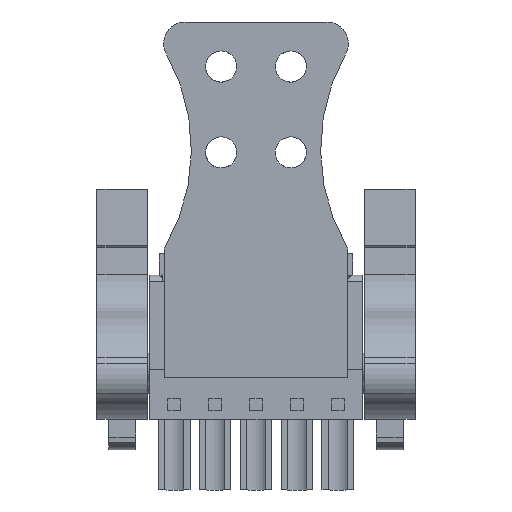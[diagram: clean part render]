
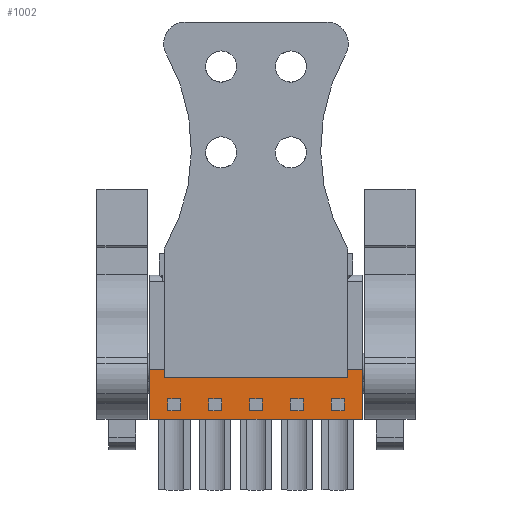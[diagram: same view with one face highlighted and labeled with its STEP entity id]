
A CAD part, front view. The second image highlights one B-rep face of the part: STEP entity #1002.
In plain terms, the highlighted planar face has unit normal (0, -1, 0).
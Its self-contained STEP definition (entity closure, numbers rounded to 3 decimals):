
#812=AXIS2_PLACEMENT_3D('Plane Axis2P3D',#809,#810,#811) ;
#63=CARTESIAN_POINT('Vertex',(4.9,2.379,6.6)) ;
#66=CARTESIAN_POINT('Line Origine',(4.9,2.379,8.925)) ;
#70=CARTESIAN_POINT('Vertex',(4.9,2.379,11.25)) ;
#504=CARTESIAN_POINT('Vertex',(24.74,2.379,6.6)) ;
#507=CARTESIAN_POINT('Line Origine',(14.82,2.379,6.6)) ;
#809=CARTESIAN_POINT('Axis2P3D Location',(-6.63,2.379,11.25)) ;
#814=CARTESIAN_POINT('Line Origine',(24.74,2.379,8.925)) ;
#818=CARTESIAN_POINT('Vertex',(24.74,2.379,11.25)) ;
#821=CARTESIAN_POINT('Line Origine',(14.82,2.379,11.25)) ;
#832=CARTESIAN_POINT('Line Origine',(6.6,2.379,7.95)) ;
#836=CARTESIAN_POINT('Vertex',(6.6,2.379,7.4)) ;
#838=CARTESIAN_POINT('Vertex',(6.6,2.379,8.5)) ;
#841=CARTESIAN_POINT('Line Origine',(7.2,2.379,8.5)) ;
#845=CARTESIAN_POINT('Vertex',(7.8,2.379,8.5)) ;
#848=CARTESIAN_POINT('Line Origine',(7.8,2.379,7.95)) ;
#852=CARTESIAN_POINT('Vertex',(7.8,2.379,7.4)) ;
#855=CARTESIAN_POINT('Line Origine',(7.2,2.379,7.4)) ;
#866=CARTESIAN_POINT('Line Origine',(14.82,2.379,8.5)) ;
#870=CARTESIAN_POINT('Vertex',(14.22,2.379,8.5)) ;
#872=CARTESIAN_POINT('Vertex',(15.42,2.379,8.5)) ;
#875=CARTESIAN_POINT('Line Origine',(15.42,2.379,7.95)) ;
#879=CARTESIAN_POINT('Vertex',(15.42,2.379,7.4)) ;
#882=CARTESIAN_POINT('Line Origine',(14.82,2.379,7.4)) ;
#886=CARTESIAN_POINT('Vertex',(14.22,2.379,7.4)) ;
#889=CARTESIAN_POINT('Line Origine',(14.22,2.379,7.95)) ;
#900=CARTESIAN_POINT('Line Origine',(11.01,2.379,8.5)) ;
#904=CARTESIAN_POINT('Vertex',(10.41,2.379,8.5)) ;
#906=CARTESIAN_POINT('Vertex',(11.61,2.379,8.5)) ;
#909=CARTESIAN_POINT('Line Origine',(11.61,2.379,7.95)) ;
#913=CARTESIAN_POINT('Vertex',(11.61,2.379,7.4)) ;
#916=CARTESIAN_POINT('Line Origine',(11.01,2.379,7.4)) ;
#920=CARTESIAN_POINT('Vertex',(10.41,2.379,7.4)) ;
#923=CARTESIAN_POINT('Line Origine',(10.41,2.379,7.95)) ;
#934=CARTESIAN_POINT('Line Origine',(19.23,2.379,7.95)) ;
#938=CARTESIAN_POINT('Vertex',(19.23,2.379,8.5)) ;
#940=CARTESIAN_POINT('Vertex',(19.23,2.379,7.4)) ;
#943=CARTESIAN_POINT('Line Origine',(18.63,2.379,7.4)) ;
#947=CARTESIAN_POINT('Vertex',(18.03,2.379,7.4)) ;
#950=CARTESIAN_POINT('Line Origine',(18.03,2.379,7.95)) ;
#954=CARTESIAN_POINT('Vertex',(18.03,2.379,8.5)) ;
#957=CARTESIAN_POINT('Line Origine',(18.63,2.379,8.5)) ;
#968=CARTESIAN_POINT('Line Origine',(21.84,2.379,7.95)) ;
#972=CARTESIAN_POINT('Vertex',(21.84,2.379,7.4)) ;
#974=CARTESIAN_POINT('Vertex',(21.84,2.379,8.5)) ;
#977=CARTESIAN_POINT('Line Origine',(22.44,2.379,8.5)) ;
#981=CARTESIAN_POINT('Vertex',(23.04,2.379,8.5)) ;
#984=CARTESIAN_POINT('Line Origine',(23.04,2.379,7.95)) ;
#988=CARTESIAN_POINT('Vertex',(23.04,2.379,7.4)) ;
#991=CARTESIAN_POINT('Line Origine',(22.44,2.379,7.4)) ;
#67=DIRECTION('Vector Direction',(0.,0.,1.)) ;
#508=DIRECTION('Vector Direction',(1.,0.,0.)) ;
#810=DIRECTION('Axis2P3D Direction',(0.,-1.,0.)) ;
#811=DIRECTION('Axis2P3D XDirection',(0.,0.,-1.)) ;
#815=DIRECTION('Vector Direction',(0.,0.,-1.)) ;
#822=DIRECTION('Vector Direction',(1.,0.,0.)) ;
#833=DIRECTION('Vector Direction',(0.,0.,1.)) ;
#842=DIRECTION('Vector Direction',(1.,0.,0.)) ;
#849=DIRECTION('Vector Direction',(0.,0.,-1.)) ;
#856=DIRECTION('Vector Direction',(-1.,0.,0.)) ;
#867=DIRECTION('Vector Direction',(1.,0.,0.)) ;
#876=DIRECTION('Vector Direction',(0.,0.,-1.)) ;
#883=DIRECTION('Vector Direction',(-1.,0.,0.)) ;
#890=DIRECTION('Vector Direction',(0.,0.,1.)) ;
#901=DIRECTION('Vector Direction',(1.,0.,0.)) ;
#910=DIRECTION('Vector Direction',(0.,0.,-1.)) ;
#917=DIRECTION('Vector Direction',(-1.,0.,0.)) ;
#924=DIRECTION('Vector Direction',(0.,0.,1.)) ;
#935=DIRECTION('Vector Direction',(0.,0.,-1.)) ;
#944=DIRECTION('Vector Direction',(-1.,0.,0.)) ;
#951=DIRECTION('Vector Direction',(0.,0.,1.)) ;
#958=DIRECTION('Vector Direction',(1.,0.,0.)) ;
#969=DIRECTION('Vector Direction',(0.,0.,1.)) ;
#978=DIRECTION('Vector Direction',(1.,0.,0.)) ;
#985=DIRECTION('Vector Direction',(0.,0.,-1.)) ;
#992=DIRECTION('Vector Direction',(-1.,0.,0.)) ;
#68=VECTOR('Line Direction',#67,1.) ;
#509=VECTOR('Line Direction',#508,1.) ;
#816=VECTOR('Line Direction',#815,1.) ;
#823=VECTOR('Line Direction',#822,1.) ;
#834=VECTOR('Line Direction',#833,1.) ;
#843=VECTOR('Line Direction',#842,1.) ;
#850=VECTOR('Line Direction',#849,1.) ;
#857=VECTOR('Line Direction',#856,1.) ;
#868=VECTOR('Line Direction',#867,1.) ;
#877=VECTOR('Line Direction',#876,1.) ;
#884=VECTOR('Line Direction',#883,1.) ;
#891=VECTOR('Line Direction',#890,1.) ;
#902=VECTOR('Line Direction',#901,1.) ;
#911=VECTOR('Line Direction',#910,1.) ;
#918=VECTOR('Line Direction',#917,1.) ;
#925=VECTOR('Line Direction',#924,1.) ;
#936=VECTOR('Line Direction',#935,1.) ;
#945=VECTOR('Line Direction',#944,1.) ;
#952=VECTOR('Line Direction',#951,1.) ;
#959=VECTOR('Line Direction',#958,1.) ;
#970=VECTOR('Line Direction',#969,1.) ;
#979=VECTOR('Line Direction',#978,1.) ;
#986=VECTOR('Line Direction',#985,1.) ;
#993=VECTOR('Line Direction',#992,1.) ;
#827=ORIENTED_EDGE('',*,*,#511,.T.) ;
#828=ORIENTED_EDGE('',*,*,#820,.F.) ;
#829=ORIENTED_EDGE('',*,*,#825,.F.) ;
#830=ORIENTED_EDGE('',*,*,#72,.T.) ;
#861=ORIENTED_EDGE('',*,*,#840,.T.) ;
#862=ORIENTED_EDGE('',*,*,#847,.T.) ;
#863=ORIENTED_EDGE('',*,*,#854,.T.) ;
#864=ORIENTED_EDGE('',*,*,#859,.T.) ;
#895=ORIENTED_EDGE('',*,*,#874,.T.) ;
#896=ORIENTED_EDGE('',*,*,#881,.T.) ;
#897=ORIENTED_EDGE('',*,*,#888,.T.) ;
#898=ORIENTED_EDGE('',*,*,#893,.T.) ;
#929=ORIENTED_EDGE('',*,*,#908,.T.) ;
#930=ORIENTED_EDGE('',*,*,#915,.T.) ;
#931=ORIENTED_EDGE('',*,*,#922,.T.) ;
#932=ORIENTED_EDGE('',*,*,#927,.T.) ;
#963=ORIENTED_EDGE('',*,*,#942,.T.) ;
#964=ORIENTED_EDGE('',*,*,#949,.T.) ;
#965=ORIENTED_EDGE('',*,*,#956,.T.) ;
#966=ORIENTED_EDGE('',*,*,#961,.T.) ;
#997=ORIENTED_EDGE('',*,*,#976,.T.) ;
#998=ORIENTED_EDGE('',*,*,#983,.T.) ;
#999=ORIENTED_EDGE('',*,*,#990,.T.) ;
#1000=ORIENTED_EDGE('',*,*,#995,.T.) ;
#865=FACE_BOUND('',#860,.T.) ;
#899=FACE_BOUND('',#894,.T.) ;
#933=FACE_BOUND('',#928,.T.) ;
#967=FACE_BOUND('',#962,.T.) ;
#1001=FACE_BOUND('',#996,.T.) ;
#1002=ADVANCED_FACE('HOUSING',(#831,#865,#899,#933,#967,#1001),#813,.T.) ;
#72=EDGE_CURVE('',#71,#64,#69,.F.) ;
#511=EDGE_CURVE('',#64,#505,#510,.T.) ;
#820=EDGE_CURVE('',#819,#505,#817,.T.) ;
#825=EDGE_CURVE('',#71,#819,#824,.T.) ;
#840=EDGE_CURVE('',#837,#839,#835,.T.) ;
#847=EDGE_CURVE('',#839,#846,#844,.T.) ;
#854=EDGE_CURVE('',#846,#853,#851,.T.) ;
#859=EDGE_CURVE('',#853,#837,#858,.T.) ;
#874=EDGE_CURVE('',#871,#873,#869,.T.) ;
#881=EDGE_CURVE('',#873,#880,#878,.T.) ;
#888=EDGE_CURVE('',#880,#887,#885,.T.) ;
#893=EDGE_CURVE('',#887,#871,#892,.T.) ;
#908=EDGE_CURVE('',#905,#907,#903,.T.) ;
#915=EDGE_CURVE('',#907,#914,#912,.T.) ;
#922=EDGE_CURVE('',#914,#921,#919,.T.) ;
#927=EDGE_CURVE('',#921,#905,#926,.T.) ;
#942=EDGE_CURVE('',#939,#941,#937,.T.) ;
#949=EDGE_CURVE('',#941,#948,#946,.T.) ;
#956=EDGE_CURVE('',#948,#955,#953,.T.) ;
#961=EDGE_CURVE('',#955,#939,#960,.T.) ;
#976=EDGE_CURVE('',#973,#975,#971,.T.) ;
#983=EDGE_CURVE('',#975,#982,#980,.T.) ;
#990=EDGE_CURVE('',#982,#989,#987,.T.) ;
#995=EDGE_CURVE('',#989,#973,#994,.T.) ;
#826=EDGE_LOOP('',(#827,#828,#829,#830)) ;
#860=EDGE_LOOP('',(#861,#862,#863,#864)) ;
#894=EDGE_LOOP('',(#895,#896,#897,#898)) ;
#928=EDGE_LOOP('',(#929,#930,#931,#932)) ;
#962=EDGE_LOOP('',(#963,#964,#965,#966)) ;
#996=EDGE_LOOP('',(#997,#998,#999,#1000)) ;
#831=FACE_OUTER_BOUND('',#826,.T.) ;
#69=LINE('Line',#66,#68) ;
#510=LINE('Line',#507,#509) ;
#817=LINE('Line',#814,#816) ;
#824=LINE('Line',#821,#823) ;
#835=LINE('Line',#832,#834) ;
#844=LINE('Line',#841,#843) ;
#851=LINE('Line',#848,#850) ;
#858=LINE('Line',#855,#857) ;
#869=LINE('Line',#866,#868) ;
#878=LINE('Line',#875,#877) ;
#885=LINE('Line',#882,#884) ;
#892=LINE('Line',#889,#891) ;
#903=LINE('Line',#900,#902) ;
#912=LINE('Line',#909,#911) ;
#919=LINE('Line',#916,#918) ;
#926=LINE('Line',#923,#925) ;
#937=LINE('Line',#934,#936) ;
#946=LINE('Line',#943,#945) ;
#953=LINE('Line',#950,#952) ;
#960=LINE('Line',#957,#959) ;
#971=LINE('Line',#968,#970) ;
#980=LINE('Line',#977,#979) ;
#987=LINE('Line',#984,#986) ;
#994=LINE('Line',#991,#993) ;
#813=PLANE('',#812) ;
#64=VERTEX_POINT('',#63) ;
#71=VERTEX_POINT('',#70) ;
#505=VERTEX_POINT('',#504) ;
#819=VERTEX_POINT('',#818) ;
#837=VERTEX_POINT('',#836) ;
#839=VERTEX_POINT('',#838) ;
#846=VERTEX_POINT('',#845) ;
#853=VERTEX_POINT('',#852) ;
#871=VERTEX_POINT('',#870) ;
#873=VERTEX_POINT('',#872) ;
#880=VERTEX_POINT('',#879) ;
#887=VERTEX_POINT('',#886) ;
#905=VERTEX_POINT('',#904) ;
#907=VERTEX_POINT('',#906) ;
#914=VERTEX_POINT('',#913) ;
#921=VERTEX_POINT('',#920) ;
#939=VERTEX_POINT('',#938) ;
#941=VERTEX_POINT('',#940) ;
#948=VERTEX_POINT('',#947) ;
#955=VERTEX_POINT('',#954) ;
#973=VERTEX_POINT('',#972) ;
#975=VERTEX_POINT('',#974) ;
#982=VERTEX_POINT('',#981) ;
#989=VERTEX_POINT('',#988) ;
